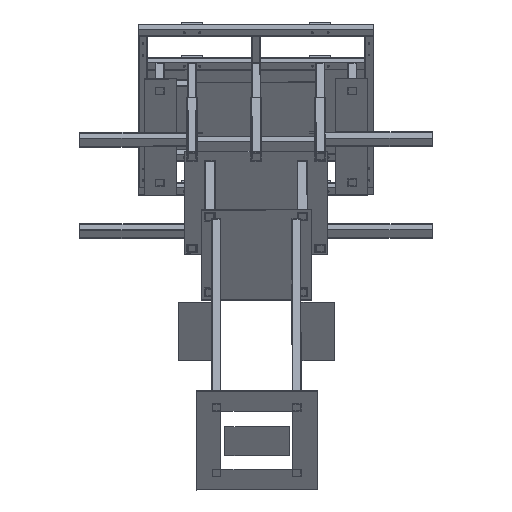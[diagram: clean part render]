
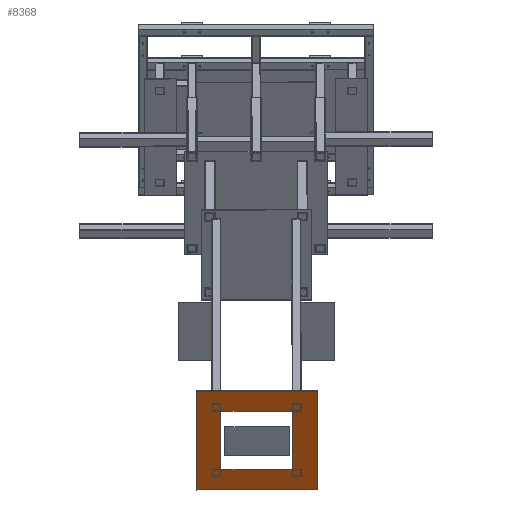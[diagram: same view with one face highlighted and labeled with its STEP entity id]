
A CAD part, isometric view. The second image highlights one B-rep face of the part: STEP entity #8368.
In plain terms, the highlighted face is planar.
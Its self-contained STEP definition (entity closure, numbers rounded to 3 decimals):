
#618 = VERTEX_POINT ( 'NONE', #7898 ) ;
#1069 = LINE ( 'NONE', #14005, #10804 ) ;
#1082 = EDGE_CURVE ( 'NONE', #3494, #618, #9986, .T. ) ;
#1431 = CARTESIAN_POINT ( 'NONE',  ( 146.931, 72.787, 1154.5 ) ) ;
#1464 = DIRECTION ( 'NONE',  ( -1., 0., 0. ) ) ;
#2076 = CARTESIAN_POINT ( 'NONE',  ( -123.069, 142.787, 1154.5 ) ) ;
#2108 = CARTESIAN_POINT ( 'NONE',  ( 216.931, 142.787, 1154.5 ) ) ;
#2322 = VECTOR ( 'NONE', #3006, 1000. ) ;
#2342 = EDGE_CURVE ( 'NONE', #11646, #4440, #1069, .T. ) ;
#2957 = ORIENTED_EDGE ( 'NONE', *, *, #6327, .F. ) ;
#3006 = DIRECTION ( 'NONE',  ( 0., -1., 0. ) ) ;
#3091 = DIRECTION ( 'NONE',  ( 0., 0., 1. ) ) ;
#3237 = VECTOR ( 'NONE', #3834, 1000. ) ;
#3494 = VERTEX_POINT ( 'NONE', #3890 ) ;
#3834 = DIRECTION ( 'NONE',  ( 0., 1., 0. ) ) ;
#3890 = CARTESIAN_POINT ( 'NONE',  ( -53.069, 72.787, 1154.5 ) ) ;
#3893 = VERTEX_POINT ( 'NONE', #5452 ) ;
#4193 = ORIENTED_EDGE ( 'NONE', *, *, #8420, .T. ) ;
#4240 = EDGE_CURVE ( 'NONE', #3893, #12683, #8489, .T. ) ;
#4322 = CARTESIAN_POINT ( 'NONE',  ( 0., 0., 1154.5 ) ) ;
#4440 = VERTEX_POINT ( 'NONE', #11531 ) ;
#4582 = ORIENTED_EDGE ( 'NONE', *, *, #5131, .T. ) ;
#4977 = CARTESIAN_POINT ( 'NONE',  ( 146.931, 72.787, 1154.5 ) ) ;
#4989 = ORIENTED_EDGE ( 'NONE', *, *, #1082, .F. ) ;
#5131 = EDGE_CURVE ( 'NONE', #7094, #5298, #6068, .T. ) ;
#5298 = VERTEX_POINT ( 'NONE', #14573 ) ;
#5308 = LINE ( 'NONE', #2076, #2322 ) ;
#5452 = CARTESIAN_POINT ( 'NONE',  ( 146.931, -127.213, 1154.5 ) ) ;
#5542 = VECTOR ( 'NONE', #6403, 1000. ) ;
#5728 = ORIENTED_EDGE ( 'NONE', *, *, #2342, .T. ) ;
#6068 = LINE ( 'NONE', #10802, #7960 ) ;
#6185 = CARTESIAN_POINT ( 'NONE',  ( -123.069, -197.213, 1154.5 ) ) ;
#6327 = EDGE_CURVE ( 'NONE', #618, #3893, #13041, .T. ) ;
#6403 = DIRECTION ( 'NONE',  ( 0., -1., 0. ) ) ;
#7094 = VERTEX_POINT ( 'NONE', #6185 ) ;
#7160 = EDGE_CURVE ( 'NONE', #12683, #3494, #8299, .T. ) ;
#7257 = AXIS2_PLACEMENT_3D ( 'NONE', #4322, #3091, #15055 ) ;
#7898 = CARTESIAN_POINT ( 'NONE',  ( -53.069, -127.213, 1154.5 ) ) ;
#7960 = VECTOR ( 'NONE', #13197, 1000. ) ;
#8299 = LINE ( 'NONE', #13010, #14133 ) ;
#8368 = ADVANCED_FACE ( 'NONE', ( #10212, #12686 ), #14915, .T. ) ;
#8420 = EDGE_CURVE ( 'NONE', #4440, #7094, #5308, .T. ) ;
#8489 = LINE ( 'NONE', #4977, #3237 ) ;
#8767 = EDGE_CURVE ( 'NONE', #5298, #11646, #14873, .T. ) ;
#9274 = CARTESIAN_POINT ( 'NONE',  ( -53.069, -127.213, 1154.5 ) ) ;
#9889 = VECTOR ( 'NONE', #12716, 1000. ) ;
#9986 = LINE ( 'NONE', #10062, #5542 ) ;
#9998 = EDGE_LOOP ( 'NONE', ( #2957, #4989, #11763, #11714 ) ) ;
#10062 = CARTESIAN_POINT ( 'NONE',  ( -53.069, 72.787, 1154.5 ) ) ;
#10212 = FACE_OUTER_BOUND ( 'NONE', #10404, .T. ) ;
#10404 = EDGE_LOOP ( 'NONE', ( #4193, #4582, #12464, #5728 ) ) ;
#10802 = CARTESIAN_POINT ( 'NONE',  ( -123.069, -197.213, 1154.5 ) ) ;
#10804 = VECTOR ( 'NONE', #12911, 1000. ) ;
#11095 = CARTESIAN_POINT ( 'NONE',  ( 216.931, 142.787, 1154.5 ) ) ;
#11531 = CARTESIAN_POINT ( 'NONE',  ( -123.069, 142.787, 1154.5 ) ) ;
#11646 = VERTEX_POINT ( 'NONE', #11095 ) ;
#11714 = ORIENTED_EDGE ( 'NONE', *, *, #4240, .F. ) ;
#11763 = ORIENTED_EDGE ( 'NONE', *, *, #7160, .F. ) ;
#12464 = ORIENTED_EDGE ( 'NONE', *, *, #8767, .T. ) ;
#12683 = VERTEX_POINT ( 'NONE', #1431 ) ;
#12686 = FACE_BOUND ( 'NONE', #9998, .T. ) ;
#12716 = DIRECTION ( 'NONE',  ( 0., 1., 0. ) ) ;
#12911 = DIRECTION ( 'NONE',  ( -1., 0., 0. ) ) ;
#13010 = CARTESIAN_POINT ( 'NONE',  ( -53.069, 72.787, 1154.5 ) ) ;
#13041 = LINE ( 'NONE', #9274, #14106 ) ;
#13197 = DIRECTION ( 'NONE',  ( 1., 0., 0. ) ) ;
#14005 = CARTESIAN_POINT ( 'NONE',  ( -123.069, 142.787, 1154.5 ) ) ;
#14106 = VECTOR ( 'NONE', #15216, 1000. ) ;
#14133 = VECTOR ( 'NONE', #1464, 1000. ) ;
#14573 = CARTESIAN_POINT ( 'NONE',  ( 216.931, -197.213, 1154.5 ) ) ;
#14873 = LINE ( 'NONE', #2108, #9889 ) ;
#14915 = PLANE ( 'NONE',  #7257 ) ;
#15055 = DIRECTION ( 'NONE',  ( 1., 0., 0. ) ) ;
#15216 = DIRECTION ( 'NONE',  ( 1., 0., 0. ) ) ;
